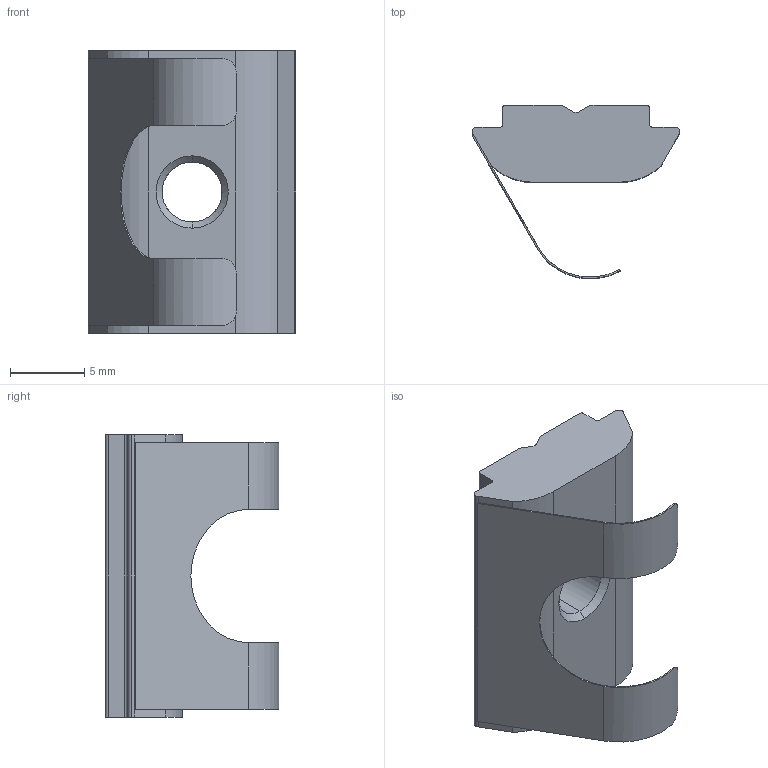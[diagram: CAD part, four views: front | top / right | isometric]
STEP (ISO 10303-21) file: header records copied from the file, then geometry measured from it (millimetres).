
FILE_DESCRIPTION (( 'STEP AP214' ), '1' );
FILE_NAME ('09616u10-32f.STEP', '2014-08-18T10:17:56', ( '' ), ( '' ), 'SwSTEP 2.0', 'SolidWorks 2014', '' );
FILE_SCHEMA (( 'AUTOMOTIVE_DESIGN' ));
Length unit declared in the file: millimetre
Products named in the file (1): 09616u10-32f
Bounding box: 14.02 x 11.69 x 19.05 mm (x, y, z)
Volume: 1065.1 mm3; surface area: 1094.9 mm2
Topology: 1 solids, 1 shells, 52 faces, 147 edges, 96 vertices
Faces by surface type: plane 25, cylinder 23, cone 4
Entity records: 1807 total; most frequent: CARTESIAN_POINT 416, ORIENTED_EDGE 294, DIRECTION 269, EDGE_CURVE 147, VERTEX_POINT 96, AXIS2_PLACEMENT_3D 93, LINE 83, VECTOR 83
